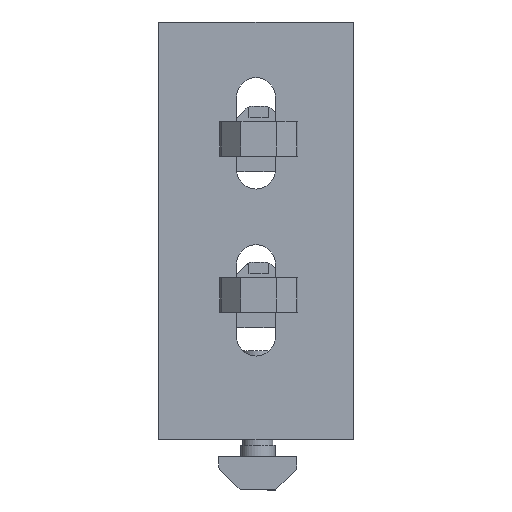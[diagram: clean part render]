
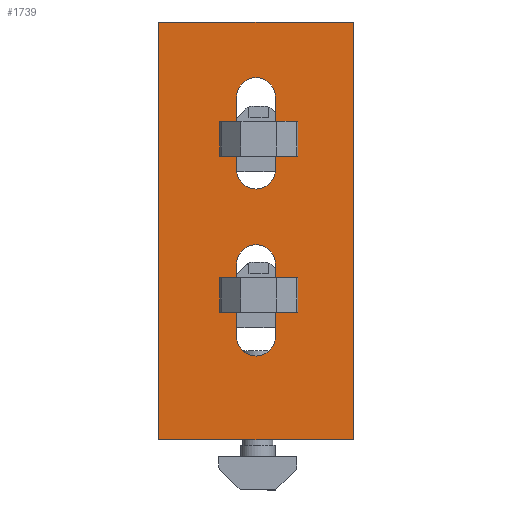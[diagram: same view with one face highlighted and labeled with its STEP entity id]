
A CAD part, front view. The second image highlights one B-rep face of the part: STEP entity #1739.
In plain terms, the highlighted planar face has unit normal (0, -1, 0).
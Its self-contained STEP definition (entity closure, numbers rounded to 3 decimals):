
#29 = AXIS2_PLACEMENT_3D ( 'NONE', #1195, #2531, #1683 ) ;
#76 = DIRECTION ( 'NONE',  ( 0., 0., 1. ) ) ;
#103 = CIRCLE ( 'NONE', #2559, 7. ) ;
#109 = CIRCLE ( 'NONE', #768, 7. ) ;
#131 = CARTESIAN_POINT ( 'NONE',  ( -35., 0., 0. ) ) ;
#158 = FACE_BOUND ( 'NONE', #622, .T. ) ;
#188 = PLANE ( 'NONE',  #1768 ) ;
#234 = CARTESIAN_POINT ( 'NONE',  ( 35., 0., 150. ) ) ;
#262 = CIRCLE ( 'NONE', #29, 7. ) ;
#311 = ORIENTED_EDGE ( 'NONE', *, *, #2287, .T. ) ;
#345 = CARTESIAN_POINT ( 'NONE',  ( 7., 0., 123. ) ) ;
#354 = ORIENTED_EDGE ( 'NONE', *, *, #435, .T. ) ;
#355 = CARTESIAN_POINT ( 'NONE',  ( 0., 0., 30. ) ) ;
#380 = VECTOR ( 'NONE', #2105, 1000. ) ;
#412 = DIRECTION ( 'NONE',  ( 0., 0., -1. ) ) ;
#435 = EDGE_CURVE ( 'NONE', #703, #457, #262, .T. ) ;
#454 = DIRECTION ( 'NONE',  ( 0., 1., 0. ) ) ;
#455 = EDGE_CURVE ( 'NONE', #2253, #1982, #2097, .T. ) ;
#457 = VERTEX_POINT ( 'NONE', #1409 ) ;
#499 = CARTESIAN_POINT ( 'NONE',  ( 0., 0., 90. ) ) ;
#528 = CIRCLE ( 'NONE', #2169, 7. ) ;
#576 = DIRECTION ( 'NONE',  ( 0., 0., -1. ) ) ;
#577 = CARTESIAN_POINT ( 'NONE',  ( 35., 0., 150. ) ) ;
#619 = CARTESIAN_POINT ( 'NONE',  ( -7., 0., 37. ) ) ;
#622 = EDGE_LOOP ( 'NONE', ( #1365, #1356, #2469, #311, #1206 ) ) ;
#627 = VERTEX_POINT ( 'NONE', #355 ) ;
#633 = VERTEX_POINT ( 'NONE', #345 ) ;
#650 = EDGE_CURVE ( 'NONE', #1084, #703, #109, .T. ) ;
#683 = ORIENTED_EDGE ( 'NONE', *, *, #650, .T. ) ;
#698 = CARTESIAN_POINT ( 'NONE',  ( 0., 0., 37. ) ) ;
#703 = VERTEX_POINT ( 'NONE', #499 ) ;
#708 = VERTEX_POINT ( 'NONE', #1613 ) ;
#758 = VECTOR ( 'NONE', #2347, 1000. ) ;
#768 = AXIS2_PLACEMENT_3D ( 'NONE', #829, #1743, #576 ) ;
#815 = DIRECTION ( 'NONE',  ( 0., -1., 0. ) ) ;
#820 = CARTESIAN_POINT ( 'NONE',  ( 7., 0., 123. ) ) ;
#825 = EDGE_CURVE ( 'NONE', #457, #2427, #1901, .T. ) ;
#829 = CARTESIAN_POINT ( 'NONE',  ( 0., 0., 97. ) ) ;
#864 = VERTEX_POINT ( 'NONE', #131 ) ;
#909 = CIRCLE ( 'NONE', #2171, 7. ) ;
#1024 = DIRECTION ( 'NONE',  ( 0., 0., 1. ) ) ;
#1059 = CARTESIAN_POINT ( 'NONE',  ( 7., 0., 63. ) ) ;
#1084 = VERTEX_POINT ( 'NONE', #2089 ) ;
#1142 = VECTOR ( 'NONE', #2550, 1000. ) ;
#1195 = CARTESIAN_POINT ( 'NONE',  ( 0., 0., 97. ) ) ;
#1206 = ORIENTED_EDGE ( 'NONE', *, *, #2824, .T. ) ;
#1207 = CARTESIAN_POINT ( 'NONE',  ( -35., 0., 0. ) ) ;
#1218 = CARTESIAN_POINT ( 'NONE',  ( -7., 0., 63. ) ) ;
#1227 = CARTESIAN_POINT ( 'NONE',  ( -7., 0., 97. ) ) ;
#1251 = FACE_BOUND ( 'NONE', #2451, .T. ) ;
#1333 = ORIENTED_EDGE ( 'NONE', *, *, #2536, .T. ) ;
#1338 = EDGE_CURVE ( 'NONE', #633, #1084, #1492, .T. ) ;
#1343 = VECTOR ( 'NONE', #412, 1000. ) ;
#1348 = VERTEX_POINT ( 'NONE', #1059 ) ;
#1356 = ORIENTED_EDGE ( 'NONE', *, *, #2408, .T. ) ;
#1360 = DIRECTION ( 'NONE',  ( 0., 0., -1. ) ) ;
#1365 = ORIENTED_EDGE ( 'NONE', *, *, #455, .T. ) ;
#1409 = CARTESIAN_POINT ( 'NONE',  ( -7., 0., 97. ) ) ;
#1441 = VECTOR ( 'NONE', #76, 1000. ) ;
#1448 = LINE ( 'NONE', #1207, #380 ) ;
#1457 = CARTESIAN_POINT ( 'NONE',  ( 35., 0., 150. ) ) ;
#1492 = LINE ( 'NONE', #820, #1343 ) ;
#1503 = DIRECTION ( 'NONE',  ( -1., 0., 0. ) ) ;
#1559 = CARTESIAN_POINT ( 'NONE',  ( 7., 0., 37. ) ) ;
#1581 = DIRECTION ( 'NONE',  ( 0., 0., -1. ) ) ;
#1584 = ORIENTED_EDGE ( 'NONE', *, *, #1338, .T. ) ;
#1613 = CARTESIAN_POINT ( 'NONE',  ( 35., 0., 0. ) ) ;
#1621 = VECTOR ( 'NONE', #1024, 1000. ) ;
#1622 = EDGE_LOOP ( 'NONE', ( #2514, #1333, #1732, #1932 ) ) ;
#1658 = CARTESIAN_POINT ( 'NONE',  ( -7., 0., 37. ) ) ;
#1666 = VECTOR ( 'NONE', #1990, 1000. ) ;
#1683 = DIRECTION ( 'NONE',  ( 0., 0., -1. ) ) ;
#1732 = ORIENTED_EDGE ( 'NONE', *, *, #2894, .F. ) ;
#1739 = ADVANCED_FACE ( 'NONE', ( #158, #1251, #2851 ), #188, .T. ) ;
#1743 = DIRECTION ( 'NONE',  ( 0., 1., 0. ) ) ;
#1768 = AXIS2_PLACEMENT_3D ( 'NONE', #577, #815, #1503 ) ;
#1804 = CARTESIAN_POINT ( 'NONE',  ( 0., 0., 123. ) ) ;
#1817 = EDGE_CURVE ( 'NONE', #1348, #2653, #2637, .T. ) ;
#1820 = CARTESIAN_POINT ( 'NONE',  ( 0., 0., 63. ) ) ;
#1894 = EDGE_CURVE ( 'NONE', #2427, #633, #103, .T. ) ;
#1901 = LINE ( 'NONE', #1227, #1953 ) ;
#1930 = CARTESIAN_POINT ( 'NONE',  ( -35., 0., 0. ) ) ;
#1932 = ORIENTED_EDGE ( 'NONE', *, *, #2009, .T. ) ;
#1935 = CARTESIAN_POINT ( 'NONE',  ( -7., 0., 123. ) ) ;
#1953 = VECTOR ( 'NONE', #2804, 1000. ) ;
#1982 = VERTEX_POINT ( 'NONE', #1218 ) ;
#1990 = DIRECTION ( 'NONE',  ( 0., 0., -1. ) ) ;
#2009 = EDGE_CURVE ( 'NONE', #864, #708, #1448, .T. ) ;
#2011 = EDGE_CURVE ( 'NONE', #2424, #708, #2115, .T. ) ;
#2089 = CARTESIAN_POINT ( 'NONE',  ( 7., 0., 97. ) ) ;
#2097 = LINE ( 'NONE', #1658, #1441 ) ;
#2105 = DIRECTION ( 'NONE',  ( 1., 0., 0. ) ) ;
#2115 = LINE ( 'NONE', #1457, #758 ) ;
#2169 = AXIS2_PLACEMENT_3D ( 'NONE', #1820, #454, #1360 ) ;
#2171 = AXIS2_PLACEMENT_3D ( 'NONE', #698, #2264, #1581 ) ;
#2202 = CARTESIAN_POINT ( 'NONE',  ( 7., 0., 63. ) ) ;
#2218 = DIRECTION ( 'NONE',  ( 0., 0., -1. ) ) ;
#2253 = VERTEX_POINT ( 'NONE', #619 ) ;
#2264 = DIRECTION ( 'NONE',  ( 0., 1., 0. ) ) ;
#2269 = CIRCLE ( 'NONE', #2407, 7. ) ;
#2270 = VERTEX_POINT ( 'NONE', #2862 ) ;
#2287 = EDGE_CURVE ( 'NONE', #2653, #627, #909, .T. ) ;
#2317 = DIRECTION ( 'NONE',  ( 0., 1., 0. ) ) ;
#2347 = DIRECTION ( 'NONE',  ( 0., 0., -1. ) ) ;
#2407 = AXIS2_PLACEMENT_3D ( 'NONE', #2833, #2317, #2595 ) ;
#2408 = EDGE_CURVE ( 'NONE', #1982, #1348, #528, .T. ) ;
#2424 = VERTEX_POINT ( 'NONE', #234 ) ;
#2427 = VERTEX_POINT ( 'NONE', #1935 ) ;
#2451 = EDGE_LOOP ( 'NONE', ( #2456, #2468, #1584, #683, #354 ) ) ;
#2456 = ORIENTED_EDGE ( 'NONE', *, *, #825, .T. ) ;
#2468 = ORIENTED_EDGE ( 'NONE', *, *, #1894, .T. ) ;
#2469 = ORIENTED_EDGE ( 'NONE', *, *, #1817, .T. ) ;
#2514 = ORIENTED_EDGE ( 'NONE', *, *, #2011, .F. ) ;
#2531 = DIRECTION ( 'NONE',  ( 0., 1., 0. ) ) ;
#2536 = EDGE_CURVE ( 'NONE', #2424, #2270, #2540, .T. ) ;
#2540 = LINE ( 'NONE', #2823, #1142 ) ;
#2550 = DIRECTION ( 'NONE',  ( -1., 0., 0. ) ) ;
#2559 = AXIS2_PLACEMENT_3D ( 'NONE', #1804, #2747, #2218 ) ;
#2585 = LINE ( 'NONE', #1930, #1621 ) ;
#2595 = DIRECTION ( 'NONE',  ( 0., 0., -1. ) ) ;
#2637 = LINE ( 'NONE', #2202, #1666 ) ;
#2653 = VERTEX_POINT ( 'NONE', #1559 ) ;
#2747 = DIRECTION ( 'NONE',  ( 0., 1., 0. ) ) ;
#2804 = DIRECTION ( 'NONE',  ( 0., 0., 1. ) ) ;
#2823 = CARTESIAN_POINT ( 'NONE',  ( 35., 0., 150. ) ) ;
#2824 = EDGE_CURVE ( 'NONE', #627, #2253, #2269, .T. ) ;
#2833 = CARTESIAN_POINT ( 'NONE',  ( 0., 0., 37. ) ) ;
#2851 = FACE_OUTER_BOUND ( 'NONE', #1622, .T. ) ;
#2862 = CARTESIAN_POINT ( 'NONE',  ( -35., 0., 150. ) ) ;
#2894 = EDGE_CURVE ( 'NONE', #864, #2270, #2585, .T. ) ;
